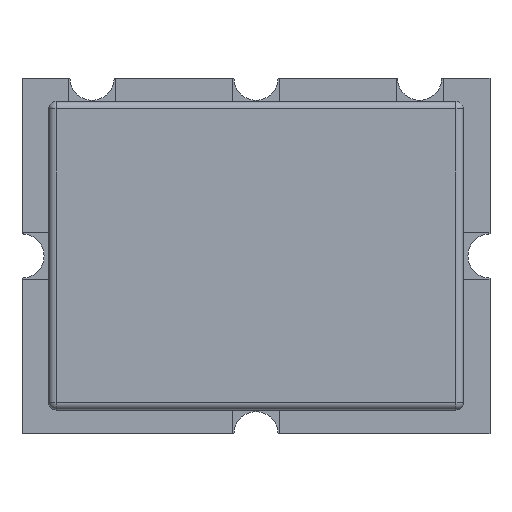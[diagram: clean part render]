
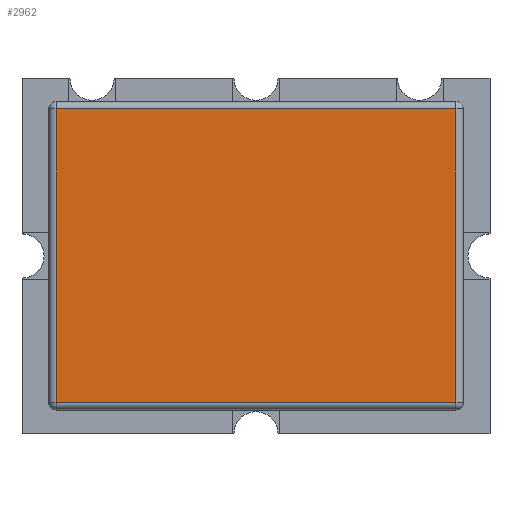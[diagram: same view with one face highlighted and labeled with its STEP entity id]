
A CAD part, top view. The second image highlights one B-rep face of the part: STEP entity #2962.
In plain terms, the highlighted planar face has unit normal (0, 0, 1).
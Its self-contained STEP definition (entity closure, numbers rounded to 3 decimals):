
#122=PLANE('',#3185);
#271=FACE_OUTER_BOUND('',#431,.T.);
#431=EDGE_LOOP('',(#2452,#2453,#2454,#2455));
#744=LINE('',#4643,#1088);
#745=LINE('',#4645,#1089);
#746=LINE('',#4647,#1090);
#747=LINE('',#4648,#1091);
#1088=VECTOR('',#3816,1000.);
#1089=VECTOR('',#3817,1000.);
#1090=VECTOR('',#3818,1000.);
#1091=VECTOR('',#3819,1000.);
#1426=VERTEX_POINT('',#4641);
#1427=VERTEX_POINT('',#4642);
#1428=VERTEX_POINT('',#4644);
#1429=VERTEX_POINT('',#4646);
#1782=EDGE_CURVE('',#1426,#1427,#744,.T.);
#1783=EDGE_CURVE('',#1427,#1428,#745,.T.);
#1784=EDGE_CURVE('',#1428,#1429,#746,.T.);
#1785=EDGE_CURVE('',#1429,#1426,#747,.T.);
#2452=ORIENTED_EDGE('',*,*,#1782,.T.);
#2453=ORIENTED_EDGE('',*,*,#1783,.T.);
#2454=ORIENTED_EDGE('',*,*,#1784,.T.);
#2455=ORIENTED_EDGE('',*,*,#1785,.T.);
#2962=ADVANCED_FACE('',(#271),#122,.T.);
#3185=AXIS2_PLACEMENT_3D('',#4640,#3814,#3815);
#3814=DIRECTION('center_axis',(0.,0.,1.));
#3815=DIRECTION('ref_axis',(-1.,0.,0.));
#3816=DIRECTION('',(1.,0.,0.));
#3817=DIRECTION('',(0.,1.,0.));
#3818=DIRECTION('',(-1.,0.,0.));
#3819=DIRECTION('',(0.,-1.,0.));
#4640=CARTESIAN_POINT('Origin',(5.427,3.982,5.83));
#4641=CARTESIAN_POINT('',(-5.427,-3.982,5.83));
#4642=CARTESIAN_POINT('',(5.427,-3.982,5.83));
#4643=CARTESIAN_POINT('',(5.427,-3.982,5.83));
#4644=CARTESIAN_POINT('',(5.427,3.982,5.83));
#4645=CARTESIAN_POINT('',(5.427,3.982,5.83));
#4646=CARTESIAN_POINT('',(-5.427,3.982,5.83));
#4647=CARTESIAN_POINT('',(-5.427,3.982,5.83));
#4648=CARTESIAN_POINT('',(-5.427,-3.982,5.83));
